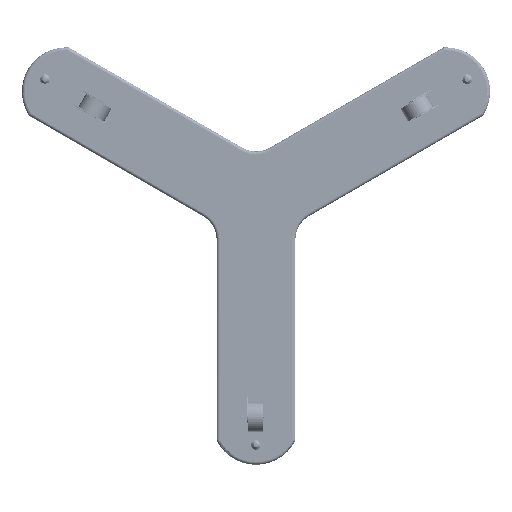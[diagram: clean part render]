
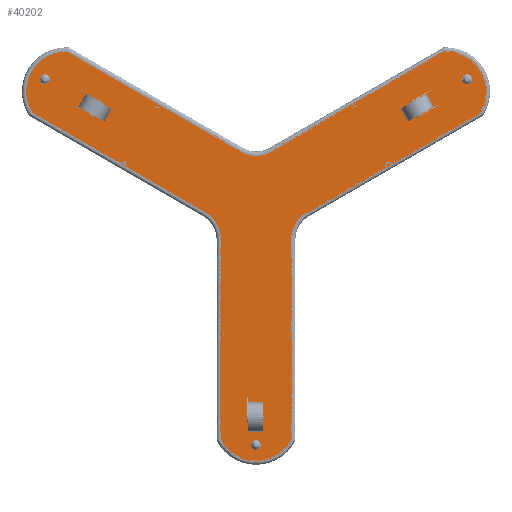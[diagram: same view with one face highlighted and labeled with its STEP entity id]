
A CAD part, front view. The second image highlights one B-rep face of the part: STEP entity #40202.
In plain terms, the highlighted planar face has unit normal (0, -1, 0).
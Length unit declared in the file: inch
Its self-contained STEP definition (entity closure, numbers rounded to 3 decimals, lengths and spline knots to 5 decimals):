
#898 = DIRECTION ( 'NONE',  ( 0., -1., 0. ) ) ;
#1649 = CARTESIAN_POINT ( 'NONE',  ( 0., 2.40575, -26.4375 ) ) ;
#2667 = DIRECTION ( 'NONE',  ( 0., 0., -1. ) ) ;
#3030 = CARTESIAN_POINT ( 'NONE',  ( -1.53125, 2.40575, 5.14203 ) ) ;
#3070 = ORIENTED_EDGE ( 'NONE', *, *, #84570, .T. ) ;
#3094 = CARTESIAN_POINT ( 'NONE',  ( 19.14378, 2.40575, 15.31063 ) ) ;
#3926 = LINE ( 'NONE', #11720, #88814 ) ;
#4182 = DIRECTION ( 'NONE',  ( 0.866, 0., -0.5 ) ) ;
#4193 = DIRECTION ( 'NONE',  ( 0., 0., -1. ) ) ;
#5002 = VERTEX_POINT ( 'NONE', #39825 ) ;
#5368 = EDGE_CURVE ( 'NONE', #31421, #84704, #6127, .T. ) ;
#6118 = DIRECTION ( 'NONE',  ( 0., 1., 0. ) ) ;
#6127 = CIRCLE ( 'NONE', #31037, 4.1875 ) ;
#8357 = CARTESIAN_POINT ( 'NONE',  ( 19.14378, 2.40575, 15.31063 ) ) ;
#9480 = AXIS2_PLACEMENT_3D ( 'NONE', #26673, #104147, #85787 ) ;
#9486 = AXIS2_PLACEMENT_3D ( 'NONE', #106980, #6118, #80763 ) ;
#9946 = CARTESIAN_POINT ( 'NONE',  ( -6.75, 2.40575, -3.89711 ) ) ;
#11001 = CARTESIAN_POINT ( 'NONE',  ( -3.6875, 2.40575, -24.23431 ) ) ;
#11720 = CARTESIAN_POINT ( 'NONE',  ( 5.21875, 2.40575, -1.24491 ) ) ;
#12980 = AXIS2_PLACEMENT_3D ( 'NONE', #23833, #57893, #16560 ) ;
#13348 = EDGE_CURVE ( 'NONE', #92393, #59823, #66897, .T. ) ;
#16535 = EDGE_CURVE ( 'NONE', #27757, #63727, #88846, .T. ) ;
#16560 = DIRECTION ( 'NONE',  ( 0., 0., -1. ) ) ;
#18164 = CARTESIAN_POINT ( 'NONE',  ( 1.53125, 2.40575, 5.14203 ) ) ;
#18945 = CARTESIAN_POINT ( 'NONE',  ( 0., 2.40575, -22.25 ) ) ;
#20130 = CIRCLE ( 'NONE', #9486, 3.0625 ) ;
#21056 = EDGE_CURVE ( 'NONE', #5002, #43757, #3926, .T. ) ;
#22766 = CARTESIAN_POINT ( 'NONE',  ( 0., 2.40575, 4.73173 ) ) ;
#22938 = EDGE_CURVE ( 'NONE', #95304, #93675, #52971, .T. ) ;
#23156 = ORIENTED_EDGE ( 'NONE', *, *, #69685, .T. ) ;
#23833 = CARTESIAN_POINT ( 'NONE',  ( -19.26907, 2.40575, 11.125 ) ) ;
#24143 = CARTESIAN_POINT ( 'NONE',  ( 19.26907, 2.40575, 11.125 ) ) ;
#24774 = CARTESIAN_POINT ( 'NONE',  ( -19.26907, 2.40575, 11.125 ) ) ;
#24955 = EDGE_CURVE ( 'NONE', #93675, #5002, #94192, .T. ) ;
#25025 = DIRECTION ( 'NONE',  ( -0.866, 0., -0.5 ) ) ;
#25075 = AXIS2_PLACEMENT_3D ( 'NONE', #24143, #33116, #66549 ) ;
#25186 = CARTESIAN_POINT ( 'NONE',  ( -5.21875, 2.40575, -1.24491 ) ) ;
#26008 = LINE ( 'NONE', #46090, #94865 ) ;
#26247 = CARTESIAN_POINT ( 'NONE',  ( 3.6875, 2.40575, -3.89711 ) ) ;
#26673 = CARTESIAN_POINT ( 'NONE',  ( 0., 2.40575, -22.25 ) ) ;
#27255 = ORIENTED_EDGE ( 'NONE', *, *, #81449, .T. ) ;
#27757 = VERTEX_POINT ( 'NONE', #35345 ) ;
#27810 = CARTESIAN_POINT ( 'NONE',  ( -19.14378, 2.40575, 15.31063 ) ) ;
#30162 = EDGE_CURVE ( 'NONE', #43757, #92393, #73169, .T. ) ;
#31037 = AXIS2_PLACEMENT_3D ( 'NONE', #18945, #54628, #104220 ) ;
#31421 = VERTEX_POINT ( 'NONE', #11001 ) ;
#32956 = VECTOR ( 'NONE', #25025, 39.37008 ) ;
#33116 = DIRECTION ( 'NONE',  ( 0., -1., 0. ) ) ;
#34058 = CARTESIAN_POINT ( 'NONE',  ( 3.6875, 2.40575, -24.23431 ) ) ;
#34645 = CARTESIAN_POINT ( 'NONE',  ( -3.6875, 2.40575, -3.89711 ) ) ;
#35345 = CARTESIAN_POINT ( 'NONE',  ( -22.83128, 2.40575, 8.92369 ) ) ;
#38719 = CARTESIAN_POINT ( 'NONE',  ( -22.83128, 2.40575, 8.92369 ) ) ;
#39825 = CARTESIAN_POINT ( 'NONE',  ( 5.21875, 2.40575, -1.24491 ) ) ;
#39927 = CIRCLE ( 'NONE', #52416, 3.0625 ) ;
#40202 = ADVANCED_FACE ( 'NONE', ( #102249 ), #101155, .T. ) ;
#43757 = VERTEX_POINT ( 'NONE', #63163 ) ;
#44107 = EDGE_LOOP ( 'NONE', ( #79865, #57349, #3070, #78947, #103720, #23156, #51723, #81523, #71031, #107224, #59939, #54353, #89340, #27255 ) ) ;
#45068 = EDGE_CURVE ( 'NONE', #77213, #97848, #20130, .T. ) ;
#46090 = CARTESIAN_POINT ( 'NONE',  ( -3.6875, 2.40575, -3.89711 ) ) ;
#46903 = CIRCLE ( 'NONE', #9480, 4.1875 ) ;
#47219 = VERTEX_POINT ( 'NONE', #27810 ) ;
#49960 = AXIS2_PLACEMENT_3D ( 'NONE', #24774, #898, #83922 ) ;
#50455 = DIRECTION ( 'NONE',  ( 0., 0., -1. ) ) ;
#51723 = ORIENTED_EDGE ( 'NONE', *, *, #22938, .T. ) ;
#52416 = AXIS2_PLACEMENT_3D ( 'NONE', #9946, #88317, #4193 ) ;
#52767 = EDGE_CURVE ( 'NONE', #87730, #31421, #26008, .T. ) ;
#52971 = LINE ( 'NONE', #34058, #73621 ) ;
#54353 = ORIENTED_EDGE ( 'NONE', *, *, #64746, .T. ) ;
#54628 = DIRECTION ( 'NONE',  ( 0., -1., 0. ) ) ;
#57219 = VECTOR ( 'NONE', #101314, 39.37008 ) ;
#57349 = ORIENTED_EDGE ( 'NONE', *, *, #16535, .T. ) ;
#57893 = DIRECTION ( 'NONE',  ( 0., -1., 0. ) ) ;
#58369 = VECTOR ( 'NONE', #4182, 39.37008 ) ;
#59823 = VERTEX_POINT ( 'NONE', #18164 ) ;
#59939 = ORIENTED_EDGE ( 'NONE', *, *, #13348, .T. ) ;
#63163 = CARTESIAN_POINT ( 'NONE',  ( 22.83128, 2.40575, 8.92369 ) ) ;
#63727 = VERTEX_POINT ( 'NONE', #25186 ) ;
#63758 = DIRECTION ( 'NONE',  ( 0., 0., -1. ) ) ;
#64746 = EDGE_CURVE ( 'NONE', #59823, #77213, #101366, .T. ) ;
#65851 = AXIS2_PLACEMENT_3D ( 'NONE', #91026, #105552, #63758 ) ;
#66549 = DIRECTION ( 'NONE',  ( 0., 0., -1. ) ) ;
#66897 = LINE ( 'NONE', #8357, #32956 ) ;
#67505 = DIRECTION ( 'NONE',  ( 0., 0., 1. ) ) ;
#69685 = EDGE_CURVE ( 'NONE', #84704, #95304, #46903, .T. ) ;
#71031 = ORIENTED_EDGE ( 'NONE', *, *, #21056, .T. ) ;
#73169 = CIRCLE ( 'NONE', #25075, 4.1875 ) ;
#73621 = VECTOR ( 'NONE', #67505, 39.37008 ) ;
#76830 = CARTESIAN_POINT ( 'NONE',  ( -1.53125, 2.40575, 5.14203 ) ) ;
#77213 = VERTEX_POINT ( 'NONE', #22766 ) ;
#77913 = LINE ( 'NONE', #76830, #57219 ) ;
#78947 = ORIENTED_EDGE ( 'NONE', *, *, #52767, .T. ) ;
#79865 = ORIENTED_EDGE ( 'NONE', *, *, #83407, .T. ) ;
#80525 = CARTESIAN_POINT ( 'NONE',  ( 6.75, 2.40575, -3.89711 ) ) ;
#80763 = DIRECTION ( 'NONE',  ( 0., 0., -1. ) ) ;
#81449 = EDGE_CURVE ( 'NONE', #97848, #47219, #77913, .T. ) ;
#81523 = ORIENTED_EDGE ( 'NONE', *, *, #24955, .T. ) ;
#83407 = EDGE_CURVE ( 'NONE', #47219, #27757, #109166, .T. ) ;
#83922 = DIRECTION ( 'NONE',  ( 0., 0., -1. ) ) ;
#84570 = EDGE_CURVE ( 'NONE', #63727, #87730, #39927, .T. ) ;
#84704 = VERTEX_POINT ( 'NONE', #1649 ) ;
#85787 = DIRECTION ( 'NONE',  ( 0., 0., -1. ) ) ;
#87730 = VERTEX_POINT ( 'NONE', #34645 ) ;
#88317 = DIRECTION ( 'NONE',  ( 0., 1., 0. ) ) ;
#88589 = DIRECTION ( 'NONE',  ( 0.866, 0., 0.5 ) ) ;
#88814 = VECTOR ( 'NONE', #88589, 39.37008 ) ;
#88846 = LINE ( 'NONE', #38719, #58369 ) ;
#89340 = ORIENTED_EDGE ( 'NONE', *, *, #45068, .T. ) ;
#91026 = CARTESIAN_POINT ( 'NONE',  ( 0., 2.40575, 7.79423 ) ) ;
#91661 = DIRECTION ( 'NONE',  ( 0., 1., 0. ) ) ;
#92393 = VERTEX_POINT ( 'NONE', #3094 ) ;
#93675 = VERTEX_POINT ( 'NONE', #26247 ) ;
#94192 = CIRCLE ( 'NONE', #103112, 3.0625 ) ;
#94865 = VECTOR ( 'NONE', #2667, 39.37008 ) ;
#95304 = VERTEX_POINT ( 'NONE', #103562 ) ;
#97848 = VERTEX_POINT ( 'NONE', #3030 ) ;
#101155 = PLANE ( 'NONE',  #49960 ) ;
#101314 = DIRECTION ( 'NONE',  ( -0.866, 0., 0.5 ) ) ;
#101366 = CIRCLE ( 'NONE', #65851, 3.0625 ) ;
#102249 = FACE_OUTER_BOUND ( 'NONE', #44107, .T. ) ;
#103112 = AXIS2_PLACEMENT_3D ( 'NONE', #80525, #91661, #50455 ) ;
#103562 = CARTESIAN_POINT ( 'NONE',  ( 3.6875, 2.40575, -24.23431 ) ) ;
#103720 = ORIENTED_EDGE ( 'NONE', *, *, #5368, .T. ) ;
#104147 = DIRECTION ( 'NONE',  ( 0., -1., 0. ) ) ;
#104220 = DIRECTION ( 'NONE',  ( 0., 0., -1. ) ) ;
#105552 = DIRECTION ( 'NONE',  ( 0., 1., 0. ) ) ;
#106980 = CARTESIAN_POINT ( 'NONE',  ( 0., 2.40575, 7.79423 ) ) ;
#107224 = ORIENTED_EDGE ( 'NONE', *, *, #30162, .T. ) ;
#109166 = CIRCLE ( 'NONE', #12980, 4.1875 ) ;
